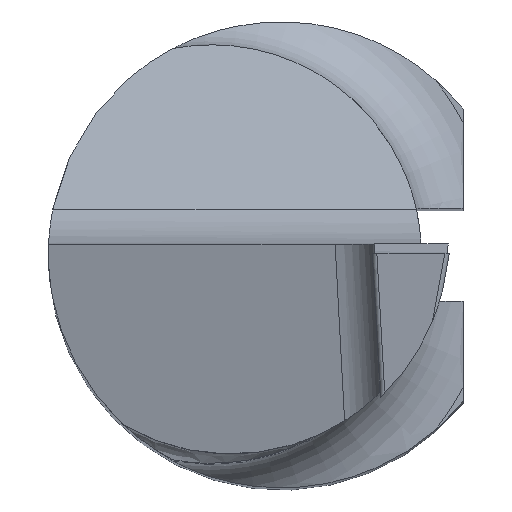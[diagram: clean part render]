
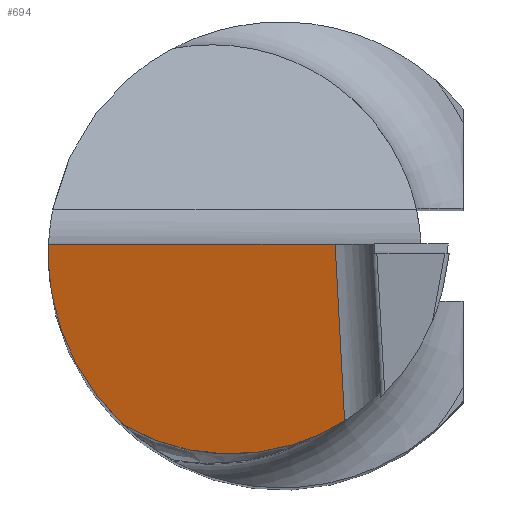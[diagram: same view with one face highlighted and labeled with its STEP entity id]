
A CAD part, top view. The second image highlights one B-rep face of the part: STEP entity #694.
In plain terms, the highlighted planar face has unit normal (-0.259, -0.052, 0.965).
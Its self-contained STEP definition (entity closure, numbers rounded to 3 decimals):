
#5 = FACE_OUTER_BOUND ( 'NONE', #953, .T. ) ;
#53 = CARTESIAN_POINT ( 'NONE',  ( -2.461, -0.795, 22.543 ) ) ;
#67 = AXIS2_PLACEMENT_3D ( 'NONE', #982, #311, #216 ) ;
#69 = CARTESIAN_POINT ( 'NONE',  ( -0.703, -2.154, 22.94 ) ) ;
#97 = CARTESIAN_POINT ( 'NONE',  ( -2.501, -0.056, 22.573 ) ) ;
#163 = VERTEX_POINT ( 'NONE', #1348 ) ;
#168 = VERTEX_POINT ( 'NONE', #1448 ) ;
#194 = VERTEX_POINT ( 'NONE', #784 ) ;
#204 = PLANE ( 'NONE',  #67 ) ;
#216 = DIRECTION ( 'NONE',  ( -0.966, 0., -0.259 ) ) ;
#265 = B_SPLINE_CURVE_WITH_KNOTS ( 'NONE', 3,
 ( #321, #97, #536, #337 ),
 .UNSPECIFIED., .F., .F.,
 ( 4, 4 ),
 ( 0., 1. ),
 .UNSPECIFIED. ) ;
#284 = ORIENTED_EDGE ( 'NONE', *, *, #1234, .F. ) ;
#297 = CARTESIAN_POINT ( 'NONE',  ( 0.313, -1.992, 23.221 ) ) ;
#311 = DIRECTION ( 'NONE',  ( 0.258, 0.052, -0.965 ) ) ;
#321 = CARTESIAN_POINT ( 'NONE',  ( -2.496, -0.134, 22.569 ) ) ;
#337 = CARTESIAN_POINT ( 'NONE',  ( -2.498, 0.1, 22.581 ) ) ;
#341 = EDGE_CURVE ( 'NONE', #168, #730, #1377, .T. ) ;
#353 = DIRECTION ( 'NONE',  ( -0.053, 0.998, 0.04 ) ) ;
#362 = LINE ( 'NONE', #1260, #1277 ) ;
#394 = CARTESIAN_POINT ( 'NONE',  ( -0.084, -2.112, 23.108 ) ) ;
#517 = CARTESIAN_POINT ( 'NONE',  ( -1.51, -1.947, 22.735 ) ) ;
#533 = CARTESIAN_POINT ( 'NONE',  ( -0.287, -2.145, 23.052 ) ) ;
#536 = CARTESIAN_POINT ( 'NONE',  ( -2.501, 0.022, 22.577 ) ) ;
#537 = CARTESIAN_POINT ( 'NONE',  ( -2.498, 0.1, 22.581 ) ) ;
#610 = CARTESIAN_POINT ( 'NONE',  ( -1.313, -2.027, 22.783 ) ) ;
#623 = ORIENTED_EDGE ( 'NONE', *, *, #1409, .T. ) ;
#642 = CARTESIAN_POINT ( 'NONE',  ( -0.91, -2.13, 22.886 ) ) ;
#648 = EDGE_CURVE ( 'NONE', #194, #1217, #265, .T. ) ;
#665 =( BOUNDED_CURVE ( )  B_SPLINE_CURVE ( 3, ( #1280, #939, #53, #1272 ),
 .UNSPECIFIED., .F., .T. ) 
 B_SPLINE_CURVE_WITH_KNOTS ( ( 4, 4 ),
 ( 5.655, 6.429 ),
 .UNSPECIFIED. ) 
 CURVE ( )  GEOMETRIC_REPRESENTATION_ITEM ( )  RATIONAL_B_SPLINE_CURVE ( ( 1., 0.951, 0.951, 1. ) ) 
 REPRESENTATION_ITEM ( '' )  );
#694 = ADVANCED_FACE ( 'NONE', ( #5 ), #204, .F. ) ;
#730 = VERTEX_POINT ( 'NONE', #1010 ) ;
#784 = CARTESIAN_POINT ( 'NONE',  ( -2.496, -0.134, 22.569 ) ) ;
#866 = CARTESIAN_POINT ( 'NONE',  ( 0.503, -1.905, 23.277 ) ) ;
#936 = CARTESIAN_POINT ( 'NONE',  ( 1.033, 0.1, 23.527 ) ) ;
#939 = CARTESIAN_POINT ( 'NONE',  ( -2.178, -1.394, 22.586 ) ) ;
#953 = EDGE_LOOP ( 'NONE', ( #1015, #1138, #623, #964, #284 ) ) ;
#964 = ORIENTED_EDGE ( 'NONE', *, *, #648, .F. ) ;
#982 = CARTESIAN_POINT ( 'NONE',  ( 1.033, 0.1, 23.527 ) ) ;
#1010 = CARTESIAN_POINT ( 'NONE',  ( 0.678, -1.794, 23.329 ) ) ;
#1012 = EDGE_CURVE ( 'NONE', #730, #163, #362, .T. ) ;
#1015 = ORIENTED_EDGE ( 'NONE', *, *, #341, .T. ) ;
#1038 = DIRECTION ( 'NONE',  ( -0.966, 0., -0.259 ) ) ;
#1068 = CARTESIAN_POINT ( 'NONE',  ( -1.691, -1.842, 22.692 ) ) ;
#1138 = ORIENTED_EDGE ( 'NONE', *, *, #1012, .T. ) ;
#1208 = VECTOR ( 'NONE', #1038, 1000. ) ;
#1217 = VERTEX_POINT ( 'NONE', #537 ) ;
#1234 = EDGE_CURVE ( 'NONE', #168, #194, #665, .T. ) ;
#1260 = CARTESIAN_POINT ( 'NONE',  ( 0.577, 0.081, 23.404 ) ) ;
#1268 = LINE ( 'NONE', #936, #1208 ) ;
#1272 = CARTESIAN_POINT ( 'NONE',  ( -2.496, -0.134, 22.569 ) ) ;
#1277 = VECTOR ( 'NONE', #353, 1000. ) ;
#1280 = CARTESIAN_POINT ( 'NONE',  ( -1.691, -1.842, 22.692 ) ) ;
#1282 = CARTESIAN_POINT ( 'NONE',  ( 0.678, -1.794, 23.329 ) ) ;
#1348 = CARTESIAN_POINT ( 'NONE',  ( 0.576, 0.1, 23.405 ) ) ;
#1377 = B_SPLINE_CURVE_WITH_KNOTS ( 'NONE', 3,
 ( #1068, #517, #610, #642, #69, #533, #394, #297, #866, #1282 ),
 .UNSPECIFIED., .F., .F.,
 ( 4, 2, 2, 2, 4 ),
 ( 0., 0.001, 0.002, 0.002, 0.003 ),
 .UNSPECIFIED. ) ;
#1409 = EDGE_CURVE ( 'NONE', #163, #1217, #1268, .T. ) ;
#1448 = CARTESIAN_POINT ( 'NONE',  ( -1.691, -1.842, 22.692 ) ) ;
